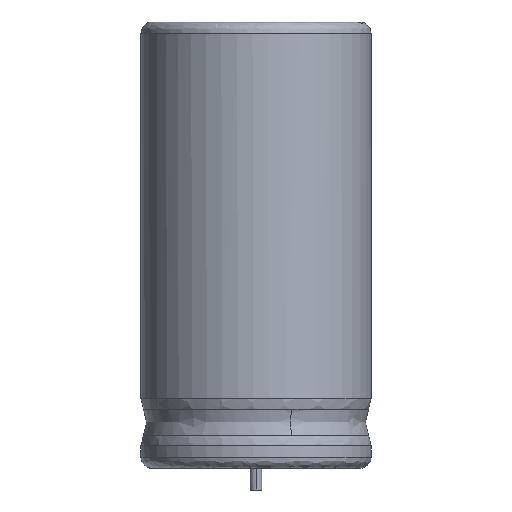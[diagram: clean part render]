
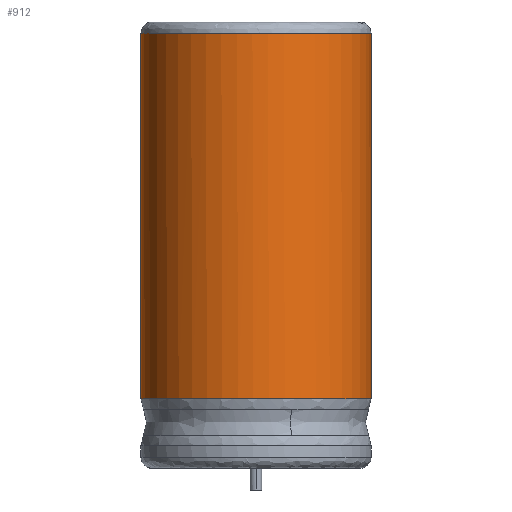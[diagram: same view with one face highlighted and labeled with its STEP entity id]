
A CAD part, left-side view. The second image highlights one B-rep face of the part: STEP entity #912.
In plain terms, the highlighted free-form (B-spline) face has degree [2, 1] with [9, 2] control points.
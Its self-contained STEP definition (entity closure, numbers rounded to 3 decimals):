
#912=ADVANCED_FACE('',(#981),#2392,.T.);
#981=FACE_OUTER_BOUND('',#1052,.T.);
#1052=EDGE_LOOP('',(#1324,#1325,#1326,#1327));
#1324=ORIENTED_EDGE('',*,*,#1646,.T.);
#1325=ORIENTED_EDGE('',*,*,#1647,.T.);
#1326=ORIENTED_EDGE('',*,*,#1648,.T.);
#1327=ORIENTED_EDGE('',*,*,#1649,.T.);
#1646=EDGE_CURVE('',#2290,#2291,#2000,.T.);
#1647=EDGE_CURVE('',#2291,#2292,#1827,.T.);
#1648=EDGE_CURVE('',#2292,#2293,#2001,.T.);
#1649=EDGE_CURVE('',#2293,#2290,#1828,.T.);
#1827=B_SPLINE_CURVE_WITH_KNOTS('',1,(#5047,#5048),.UNSPECIFIED.,.F.,.F.,
(2,2),(0.,25.388),.UNSPECIFIED.);
#1828=B_SPLINE_CURVE_WITH_KNOTS('',1,(#5058,#5059),.UNSPECIFIED.,.F.,.F.,
(2,2),(0.,25.388),.UNSPECIFIED.);
#2000=(
BOUNDED_CURVE()
B_SPLINE_CURVE(2,(#5038,#5039,#5040,#5041,#5042,#5043,#5044,#5045,#5046),
 .UNSPECIFIED.,.F.,.F.)
B_SPLINE_CURVE_WITH_KNOTS((3,2,2,2,3),(0.,11.17,22.34,
33.51,44.68),.UNSPECIFIED.)
CURVE()
GEOMETRIC_REPRESENTATION_ITEM()
RATIONAL_B_SPLINE_CURVE((1.,0.766,1.,0.766,1.,0.766,
1.,0.766,1.))
REPRESENTATION_ITEM('')
);
#2001=(
BOUNDED_CURVE()
B_SPLINE_CURVE(2,(#5049,#5050,#5051,#5052,#5053,#5054,#5055,#5056,#5057),
 .UNSPECIFIED.,.F.,.F.)
B_SPLINE_CURVE_WITH_KNOTS((3,2,2,2,3),(0.,11.17,22.34,
33.51,44.68),.UNSPECIFIED.)
CURVE()
GEOMETRIC_REPRESENTATION_ITEM()
RATIONAL_B_SPLINE_CURVE((1.,0.766,1.,0.766,1.,0.766,
1.,0.766,1.))
REPRESENTATION_ITEM('')
);
#2290=VERTEX_POINT('',#5034);
#2291=VERTEX_POINT('',#5035);
#2292=VERTEX_POINT('',#5036);
#2293=VERTEX_POINT('',#5037);
#2392=(
BOUNDED_SURFACE()
B_SPLINE_SURFACE(2,1,((#5016,#5017),(#5018,#5019),(#5020,#5021),(#5022,
#5023),(#5024,#5025),(#5026,#5027),(#5028,#5029),(#5030,#5031),(#5032,#5033)),
 .UNSPECIFIED.,.T.,.F.,.F.)
B_SPLINE_SURFACE_WITH_KNOTS((3,2,2,2,3),(2,2),(0.,1.571,3.142,
4.712,6.283),(0.,30.466),.UNSPECIFIED.)
GEOMETRIC_REPRESENTATION_ITEM()
RATIONAL_B_SPLINE_SURFACE(((1.,1.),(0.707,0.707),
(1.,1.),(0.707,0.707),(1.,1.),(0.707,
0.707),(1.,1.),(0.707,0.707),(1.,1.)))
REPRESENTATION_ITEM('')
SURFACE()
);
#5016=CARTESIAN_POINT('',(8.,0.,-21.181));
#5017=CARTESIAN_POINT('',(8.,0.,9.285));
#5018=CARTESIAN_POINT('',(8.,8.,-21.181));
#5019=CARTESIAN_POINT('',(8.,8.,9.285));
#5020=CARTESIAN_POINT('',(0.,8.,-21.181));
#5021=CARTESIAN_POINT('',(0.,8.,9.285));
#5022=CARTESIAN_POINT('',(-8.,8.,-21.181));
#5023=CARTESIAN_POINT('',(-8.,8.,9.285));
#5024=CARTESIAN_POINT('',(-8.,0.,-21.181));
#5025=CARTESIAN_POINT('',(-8.,0.,9.285));
#5026=CARTESIAN_POINT('',(-8.,-8.,-21.181));
#5027=CARTESIAN_POINT('',(-8.,-8.,9.285));
#5028=CARTESIAN_POINT('',(0.,-8.,-21.181));
#5029=CARTESIAN_POINT('',(0.,-8.,9.285));
#5030=CARTESIAN_POINT('',(8.,-8.,-21.181));
#5031=CARTESIAN_POINT('',(8.,-8.,9.285));
#5032=CARTESIAN_POINT('',(8.,0.,-21.181));
#5033=CARTESIAN_POINT('',(8.,0.,9.285));
#5034=CARTESIAN_POINT('',(7.518,-2.736,6.746));
#5035=CARTESIAN_POINT('',(7.518,2.736,6.746));
#5036=CARTESIAN_POINT('',(7.518,2.736,-18.642));
#5037=CARTESIAN_POINT('',(7.518,-2.736,-18.642));
#5038=CARTESIAN_POINT('',(7.518,-2.736,6.746));
#5039=CARTESIAN_POINT('',(5.222,-9.044,6.746));
#5040=CARTESIAN_POINT('',(-1.389,-7.878,6.746));
#5041=CARTESIAN_POINT('',(-8.,-6.713,6.746));
#5042=CARTESIAN_POINT('',(-8.,0.,6.746));
#5043=CARTESIAN_POINT('',(-8.,6.713,6.746));
#5044=CARTESIAN_POINT('',(-1.389,7.878,6.746));
#5045=CARTESIAN_POINT('',(5.222,9.044,6.746));
#5046=CARTESIAN_POINT('',(7.518,2.736,6.746));
#5047=CARTESIAN_POINT('',(7.518,2.736,6.746));
#5048=CARTESIAN_POINT('',(7.518,2.736,-18.642));
#5049=CARTESIAN_POINT('',(7.518,2.736,-18.642));
#5050=CARTESIAN_POINT('',(5.222,9.044,-18.642));
#5051=CARTESIAN_POINT('',(-1.389,7.878,-18.642));
#5052=CARTESIAN_POINT('',(-8.,6.713,-18.642));
#5053=CARTESIAN_POINT('',(-8.,0.,-18.642));
#5054=CARTESIAN_POINT('',(-8.,-6.713,-18.642));
#5055=CARTESIAN_POINT('',(-1.389,-7.878,-18.642));
#5056=CARTESIAN_POINT('',(5.222,-9.044,-18.642));
#5057=CARTESIAN_POINT('',(7.518,-2.736,-18.642));
#5058=CARTESIAN_POINT('',(7.518,-2.736,-18.642));
#5059=CARTESIAN_POINT('',(7.518,-2.736,6.746));
